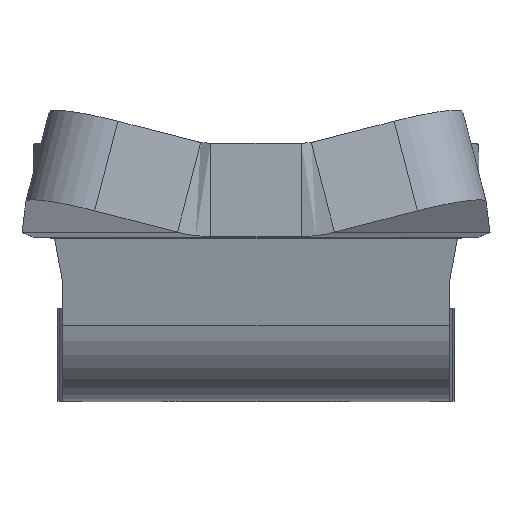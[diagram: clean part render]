
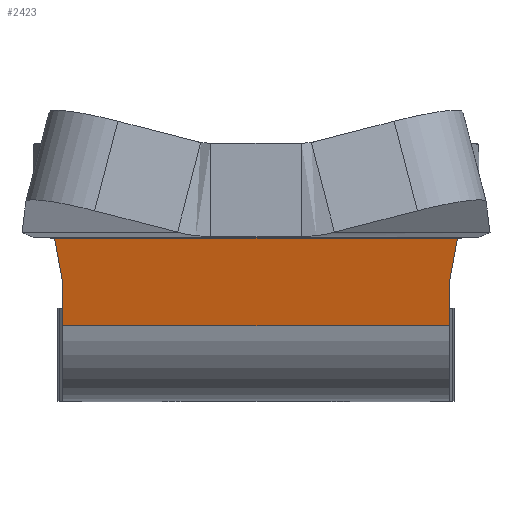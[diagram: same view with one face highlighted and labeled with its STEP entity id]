
A CAD part, top view. The second image highlights one B-rep face of the part: STEP entity #2423.
In plain terms, the highlighted planar face has unit normal (0, -0.208, 0.978).
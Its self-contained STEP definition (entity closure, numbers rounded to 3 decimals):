
#62 = DIRECTION ( 'NONE',  ( -0.178, -0.963, -0.205 ) ) ;
#87 = VERTEX_POINT ( 'NONE', #1387 ) ;
#102 = VERTEX_POINT ( 'NONE', #217 ) ;
#168 = LINE ( 'NONE', #1140, #1670 ) ;
#217 = CARTESIAN_POINT ( 'NONE',  ( 8.286, -0.792, 15.921 ) ) ;
#227 = AXIS2_PLACEMENT_3D ( 'NONE', #1616, #428, #683 ) ;
#308 = ORIENTED_EDGE ( 'NONE', *, *, #1175, .F. ) ;
#401 = CARTESIAN_POINT ( 'NONE',  ( -8.286, 1.027, 16.308 ) ) ;
#413 = CARTESIAN_POINT ( 'NONE',  ( 19.171, 2.96, 16.719 ) ) ;
#428 = DIRECTION ( 'NONE',  ( 0., 0.208, -0.978 ) ) ;
#440 = LINE ( 'NONE', #453, #1975 ) ;
#453 = CARTESIAN_POINT ( 'NONE',  ( 0., -0.792, 15.921 ) ) ;
#576 = VERTEX_POINT ( 'NONE', #2210 ) ;
#683 = DIRECTION ( 'NONE',  ( 0., 0.978, 0.208 ) ) ;
#687 = VECTOR ( 'NONE', #62, 1000. ) ;
#773 = ORIENTED_EDGE ( 'NONE', *, *, #2228, .F. ) ;
#829 = EDGE_CURVE ( 'NONE', #576, #102, #168, .T. ) ;
#852 = EDGE_CURVE ( 'NONE', #87, #1850, #869, .T. ) ;
#867 = CARTESIAN_POINT ( 'NONE',  ( -8.286, -15.22, 12.854 ) ) ;
#869 = LINE ( 'NONE', #401, #2339 ) ;
#956 = DIRECTION ( 'NONE',  ( 0., -0.978, -0.208 ) ) ;
#1090 = CARTESIAN_POINT ( 'NONE',  ( 8.643, 2.96, 16.719 ) ) ;
#1120 = LINE ( 'NONE', #413, #1671 ) ;
#1140 = CARTESIAN_POINT ( 'NONE',  ( 8.286, -15.22, 12.854 ) ) ;
#1175 = EDGE_CURVE ( 'NONE', #102, #2049, #440, .T. ) ;
#1387 = CARTESIAN_POINT ( 'NONE',  ( -8.286, 1.027, 16.308 ) ) ;
#1518 = CARTESIAN_POINT ( 'NONE',  ( -8.643, 2.96, 16.719 ) ) ;
#1578 = ORIENTED_EDGE ( 'NONE', *, *, #1819, .F. ) ;
#1612 = ORIENTED_EDGE ( 'NONE', *, *, #852, .F. ) ;
#1616 = CARTESIAN_POINT ( 'NONE',  ( 0., -15.22, 12.854 ) ) ;
#1670 = VECTOR ( 'NONE', #956, 1000. ) ;
#1671 = VECTOR ( 'NONE', #2139, 1000. ) ;
#1744 = ORIENTED_EDGE ( 'NONE', *, *, #829, .F. ) ;
#1819 = EDGE_CURVE ( 'NONE', #2171, #576, #2957, .T. ) ;
#1820 = DIRECTION ( 'NONE',  ( -0.178, 0.963, 0.205 ) ) ;
#1850 = VERTEX_POINT ( 'NONE', #1518 ) ;
#1966 = ORIENTED_EDGE ( 'NONE', *, *, #2468, .T. ) ;
#1975 = VECTOR ( 'NONE', #2073, 1000. ) ;
#2049 = VERTEX_POINT ( 'NONE', #2609 ) ;
#2061 = LINE ( 'NONE', #867, #2595 ) ;
#2073 = DIRECTION ( 'NONE',  ( -1., 0., 0. ) ) ;
#2139 = DIRECTION ( 'NONE',  ( -1., 0., 0. ) ) ;
#2171 = VERTEX_POINT ( 'NONE', #1090 ) ;
#2210 = CARTESIAN_POINT ( 'NONE',  ( 8.286, 1.027, 16.308 ) ) ;
#2228 = EDGE_CURVE ( 'NONE', #2049, #87, #2061, .T. ) ;
#2333 = PLANE ( 'NONE',  #227 ) ;
#2339 = VECTOR ( 'NONE', #1820, 1000. ) ;
#2423 = ADVANCED_FACE ( 'NONE', ( #2620 ), #2333, .F. ) ;
#2444 = CARTESIAN_POINT ( 'NONE',  ( 8.643, 2.96, 16.719 ) ) ;
#2468 = EDGE_CURVE ( 'NONE', #2171, #1850, #1120, .T. ) ;
#2595 = VECTOR ( 'NONE', #2984, 1000. ) ;
#2609 = CARTESIAN_POINT ( 'NONE',  ( -8.286, -0.792, 15.921 ) ) ;
#2620 = FACE_OUTER_BOUND ( 'NONE', #2630, .T. ) ;
#2630 = EDGE_LOOP ( 'NONE', ( #1966, #1612, #773, #308, #1744, #1578 ) ) ;
#2957 = LINE ( 'NONE', #2444, #687 ) ;
#2984 = DIRECTION ( 'NONE',  ( 0., 0.978, 0.208 ) ) ;
